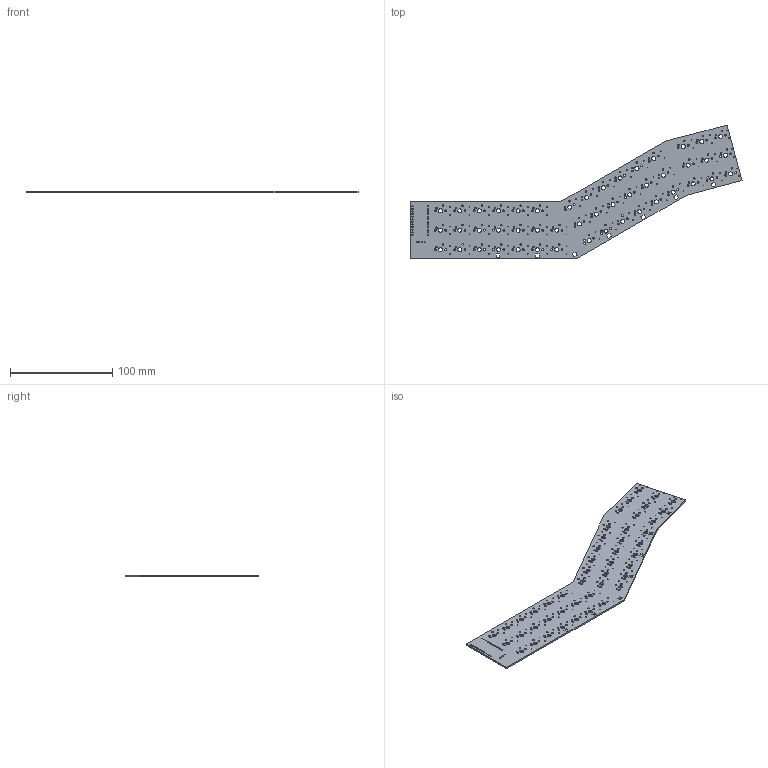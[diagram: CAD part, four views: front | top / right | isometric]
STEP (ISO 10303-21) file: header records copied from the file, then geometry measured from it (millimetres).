
FILE_DESCRIPTION(('KiCad electronic assembly'),'2;1');
FILE_NAME('kopesh.step','2020-03-28T11:29:54',('An Author'),('A Company' ),'Open CASCADE STEP processor 6.9','KiCad to STEP converter', 'Unknown');
FILE_SCHEMA(('AUTOMOTIVE_DESIGN { 1 0 10303 214 1 1 1 1 }'));
Length unit declared in the file: millimetre
Products named in the file (2): Open CASCADE STEP translator 6.9 1; COMPOUND
Assembly tree (1 placements, depth 2):
  Open CASCADE STEP translator 6.9 1
    COMPOUND
Bounding box: 325.21 x 131.08 x 1.6 mm (x, y, z)
Volume: 28414.5 mm3; surface area: 39929.6 mm2
Topology: 1 solids, 1 shells, 395 faces, 1179 edges, 786 vertices
Faces by surface type: cylinder 357, plane 38
Full cylindrical faces by diameter (mm): 0.8 x94, 1.02 x4, 1.1 x24, 1.47 x94, 1.75 x94, 3.988 x47
Entity records: 30537 total; most frequent: DIRECTION 5045, CARTESIAN_POINT 4720, ORIENTED_EDGE 2358, PCURVE 2358, DEFINITIONAL_REPRESENTATION 2358, LINE 2109, VECTOR 2109, CIRCLE 1428
